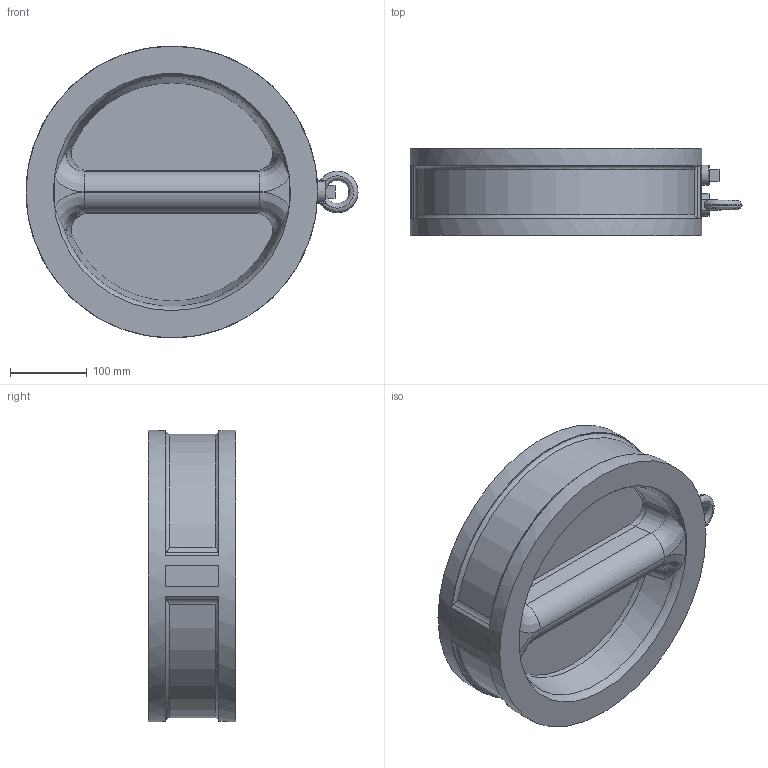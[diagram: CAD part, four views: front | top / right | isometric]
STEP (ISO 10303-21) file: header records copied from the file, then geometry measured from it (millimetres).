
FILE_DESCRIPTION((''),'2;1');
FILE_NAME('98100029.stp','2008-10-13T16:27:16',('hecker'),(''),'Autodesk Inventor 2008','Autodesk Inventor 2008','');
FILE_SCHEMA(('AUTOMOTIVE_DESIGN { 1 0 10303 214 1 1 1 1 }'));
Length unit declared in the file: millimetre
Products named in the file (1): 98100029
Bounding box: 433.5 x 114 x 381 mm (x, y, z)
Volume: 6739081.3 mm3; surface area: 592882.6 mm2
Topology: 1 solids, 2 shells, 216 faces, 567 edges, 366 vertices
Faces by surface type: plane 94, cylinder 54, bspline 28, torus 22, cone 18
Full cylindrical faces by diameter (mm): 3 x12, 16 x2, 23.416 x1, 25.517 x1, 26.44 x1, 30 x3, 305 x1, 320 x1, 381 x1
Entity records: 26627 total; most frequent: CARTESIAN_POINT 21598, ORIENTED_EDGE 1002, DIRECTION 890, EDGE_CURVE 501, AXIS2_PLACEMENT_3D 346, VERTEX_POINT 343, EDGE_LOOP 286, FACE_OUTER_BOUND 216
